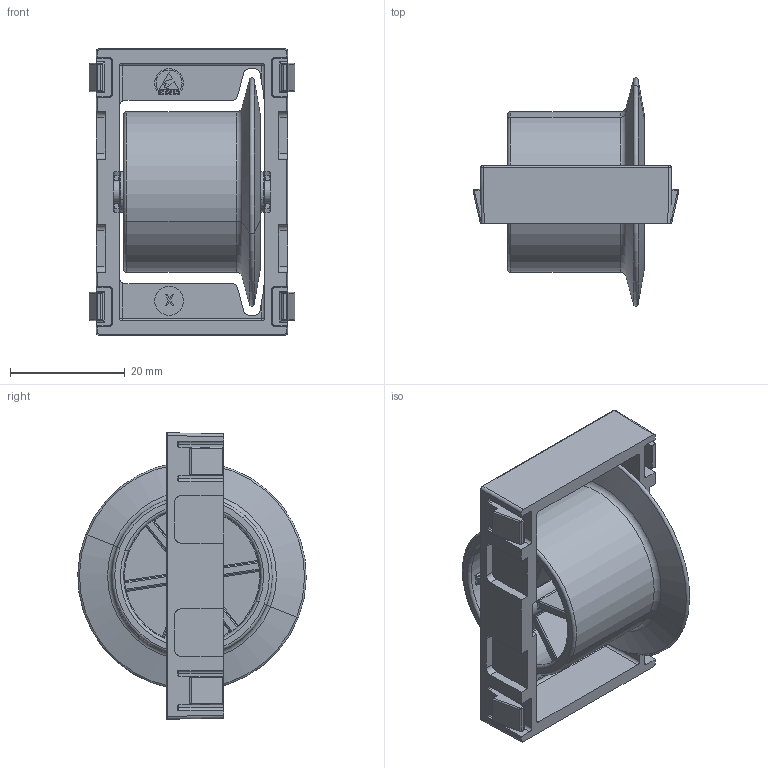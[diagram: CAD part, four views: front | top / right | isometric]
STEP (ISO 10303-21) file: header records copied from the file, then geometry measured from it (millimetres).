
FILE_DESCRIPTION (( 'STEP AP214' ), '1' );
FILE_NAME ('062AER28F91ESD.50.STEP', '2016-05-12T16:43:15', ( '' ), ( '' ), 'SwSTEP 2.0', 'SolidWorks 2016', '' );
FILE_SCHEMA (( 'AUTOMOTIVE_DESIGN' ));
Length unit declared in the file: millimetre
Products named in the file (4): 062RR2891_062RR28F91ESD; 062AXM_d4 l32; 062AER91.50_062ACR2891ESD.50; 062AER28F91ESD.50
Assembly tree (3 placements, depth 2):
  062AER28F91ESD.50
    062AER91.50_062ACR2891ESD.50
    062AXM_d4 l32
    062RR2891_062RR28F91ESD
Bounding box: 35.9 x 39.88 x 49.99 mm (x, y, z)
Volume: 12832.3 mm3; surface area: 14088.4 mm2
Topology: 3 solids, 3 shells, 1006 faces, 2553 edges, 1459 vertices
Faces by surface type: plane 360, cylinder 300, torus 122, bspline 120, sphere 96, cone 8
Entity records: 31718 total; most frequent: CARTESIAN_POINT 8924, ORIENTED_EDGE 4842, DIRECTION 4682, EDGE_CURVE 2421, AXIS2_PLACEMENT_3D 1697, VERTEX_POINT 1439, LINE 1288, VECTOR 1288
